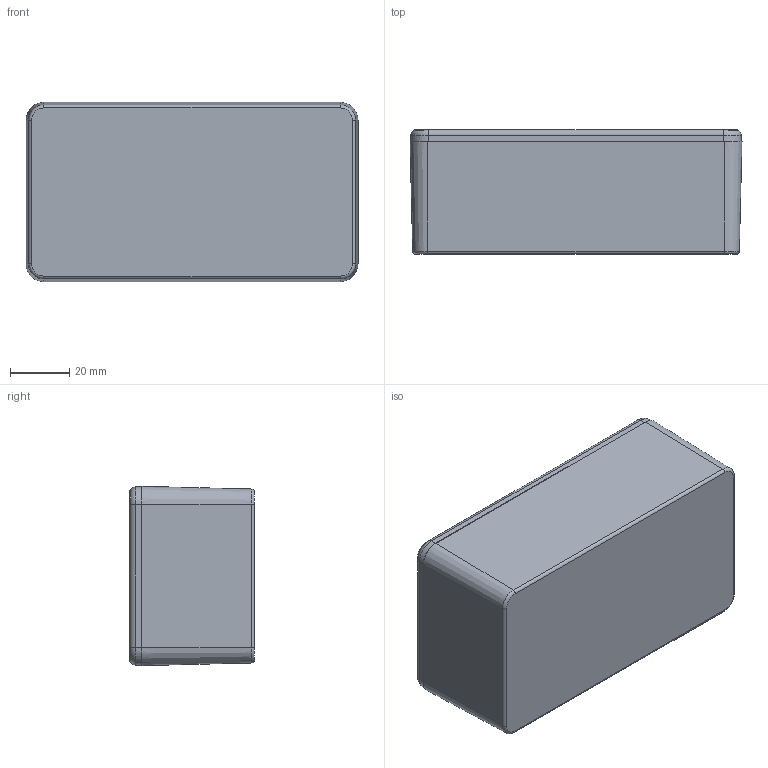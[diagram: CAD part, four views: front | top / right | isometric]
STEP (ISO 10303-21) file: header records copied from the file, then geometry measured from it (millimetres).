
FILE_DESCRIPTION(/* description */ (''),/* implementation_level */ '2;1');
FILE_NAME(/* name */ '1590BS.iam.stp',/* time_stamp */ '2014-07-28T13:46:38-04:00',/* author */ ('rboehler'),/* organization */ (''),/* preprocessor_version */ 'ST-DEVELOPER v15.2',/* originating_system */ 'Autodesk Inventor 2014',/* authorisation */ '');
FILE_SCHEMA (('AUTOMOTIVE_DESIGN { 1 0 10303 214 3 1 1 }'));
Products named in the file (4): 1590BS BOX; 1590B-BS LID; #12093; 1590BS
Bounding box: 112 x 42 x 60.5 mm (x, y, z)
Volume: 57199.8 mm3; surface area: 54202.5 mm2
Topology: 6 solids, 6 shells, 449 faces, 1167 edges, 754 vertices
Faces by surface type: plane 241, bspline 80, cylinder 60, cone 44, torus 16, sphere 8
Full cylindrical faces by diameter (mm): 2.642 x4, 3.378 x4, 3.9 x4, 4 x4
Entity records: 12089 total; most frequent: CARTESIAN_POINT 3489, ORIENTED_EDGE 1868, DIRECTION 1517, EDGE_CURVE 934, VERTEX_POINT 613, LINE 567, VECTOR 567, AXIS2_PLACEMENT_3D 475
